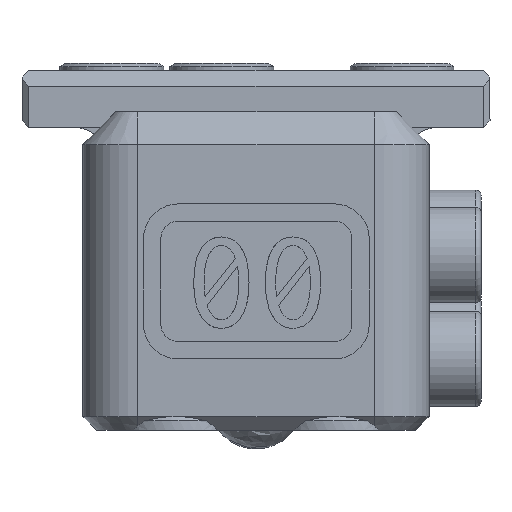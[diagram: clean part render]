
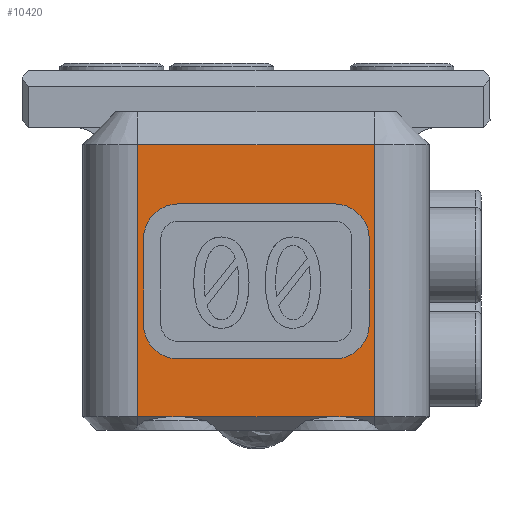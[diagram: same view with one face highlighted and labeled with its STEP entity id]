
A CAD part, front view. The second image highlights one B-rep face of the part: STEP entity #10420.
In plain terms, the highlighted face is planar.
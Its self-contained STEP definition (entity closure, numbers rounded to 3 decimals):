
#567=LINE('',#15545,#1517);
#570=LINE('',#15559,#1520);
#599=LINE('',#15676,#1549);
#600=LINE('',#15680,#1550);
#601=LINE('',#15684,#1551);
#602=LINE('',#15688,#1552);
#603=LINE('',#15689,#1553);
#604=LINE('',#15690,#1554);
#605=LINE('',#15692,#1555);
#606=LINE('',#15694,#1556);
#607=LINE('',#15696,#1557);
#608=LINE('',#15698,#1558);
#1517=VECTOR('',#12700,1000.);
#1520=VECTOR('',#12711,1000.);
#1549=VECTOR('',#12814,1000.);
#1550=VECTOR('',#12817,1000.);
#1551=VECTOR('',#12820,1000.);
#1552=VECTOR('',#12823,1000.);
#1553=VECTOR('',#12824,1000.);
#1554=VECTOR('',#12825,1000.);
#1555=VECTOR('',#12826,1000.);
#1556=VECTOR('',#12827,1000.);
#1557=VECTOR('',#12828,1000.);
#1558=VECTOR('',#12829,1000.);
#2520=PLANE('',#11298);
#3490=ORIENTED_EDGE('',*,*,#6205,.F.);
#3491=ORIENTED_EDGE('',*,*,#6206,.F.);
#3492=ORIENTED_EDGE('',*,*,#6207,.F.);
#3493=ORIENTED_EDGE('',*,*,#6208,.F.);
#3494=ORIENTED_EDGE('',*,*,#6209,.F.);
#3495=ORIENTED_EDGE('',*,*,#6210,.T.);
#3496=ORIENTED_EDGE('',*,*,#6211,.F.);
#3497=ORIENTED_EDGE('',*,*,#6212,.F.);
#3498=ORIENTED_EDGE('',*,*,#6147,.F.);
#3499=ORIENTED_EDGE('',*,*,#6213,.T.);
#3500=ORIENTED_EDGE('',*,*,#6141,.T.);
#3501=ORIENTED_EDGE('',*,*,#6214,.T.);
#3502=ORIENTED_EDGE('',*,*,#6215,.T.);
#3503=ORIENTED_EDGE('',*,*,#6216,.T.);
#3504=ORIENTED_EDGE('',*,*,#6217,.T.);
#3505=ORIENTED_EDGE('',*,*,#6218,.T.);
#6141=EDGE_CURVE('',#7546,#7547,#567,.T.);
#6147=EDGE_CURVE('',#7552,#7553,#570,.T.);
#6205=EDGE_CURVE('',#7602,#7603,#8423,.T.);
#6206=EDGE_CURVE('',#7604,#7602,#599,.T.);
#6207=EDGE_CURVE('',#7605,#7604,#8424,.T.);
#6208=EDGE_CURVE('',#7606,#7605,#600,.T.);
#6209=EDGE_CURVE('',#7607,#7606,#8425,.T.);
#6210=EDGE_CURVE('',#7607,#7608,#601,.T.);
#6211=EDGE_CURVE('',#7609,#7608,#8426,.T.);
#6212=EDGE_CURVE('',#7603,#7609,#602,.T.);
#6213=EDGE_CURVE('',#7552,#7546,#603,.T.);
#6214=EDGE_CURVE('',#7547,#7610,#604,.T.);
#6215=EDGE_CURVE('',#7610,#7611,#605,.T.);
#6216=EDGE_CURVE('',#7611,#7612,#606,.T.);
#6217=EDGE_CURVE('',#7612,#7613,#607,.T.);
#6218=EDGE_CURVE('',#7613,#7553,#608,.T.);
#7546=VERTEX_POINT('',#15546);
#7547=VERTEX_POINT('',#15547);
#7552=VERTEX_POINT('',#15558);
#7553=VERTEX_POINT('',#15560);
#7602=VERTEX_POINT('',#15674);
#7603=VERTEX_POINT('',#15675);
#7604=VERTEX_POINT('',#15677);
#7605=VERTEX_POINT('',#15679);
#7606=VERTEX_POINT('',#15681);
#7607=VERTEX_POINT('',#15683);
#7608=VERTEX_POINT('',#15685);
#7609=VERTEX_POINT('',#15687);
#7610=VERTEX_POINT('',#15691);
#7611=VERTEX_POINT('',#15693);
#7612=VERTEX_POINT('',#15695);
#7613=VERTEX_POINT('',#15697);
#8423=CIRCLE('',#11299,2.);
#8424=CIRCLE('',#11300,2.);
#8425=CIRCLE('',#11301,2.);
#8426=CIRCLE('',#11302,2.);
#8842=EDGE_LOOP('',(#3490,#3491,#3492,#3493,#3494,#3495,#3496,#3497));
#8843=EDGE_LOOP('',(#3498,#3499,#3500,#3501,#3502,#3503,#3504,#3505));
#9593=FACE_BOUND('',#8842,.T.);
#9594=FACE_BOUND('',#8843,.T.);
#10420=ADVANCED_FACE('',(#9593,#9594),#2520,.T.);
#11298=AXIS2_PLACEMENT_3D('',#15672,#12810,#12811);
#11299=AXIS2_PLACEMENT_3D('',#15673,#12812,#12813);
#11300=AXIS2_PLACEMENT_3D('',#15678,#12815,#12816);
#11301=AXIS2_PLACEMENT_3D('',#15682,#12818,#12819);
#11302=AXIS2_PLACEMENT_3D('',#15686,#12821,#12822);
#12700=DIRECTION('',(0.,0.,-1.));
#12711=DIRECTION('',(0.,0.,-1.));
#12810=DIRECTION('',(0.,1.,0.));
#12811=DIRECTION('',(0.,0.,1.));
#12812=DIRECTION('',(0.,1.,0.));
#12813=DIRECTION('',(-1.,0.,0.));
#12814=DIRECTION('',(1.,0.,0.));
#12815=DIRECTION('',(0.,1.,0.));
#12816=DIRECTION('',(-1.,0.,0.));
#12817=DIRECTION('',(0.,0.,1.));
#12818=DIRECTION('',(0.,1.,0.));
#12819=DIRECTION('',(-1.,0.,0.));
#12820=DIRECTION('',(1.,0.,0.));
#12821=DIRECTION('',(0.,1.,0.));
#12822=DIRECTION('',(-1.,0.,0.));
#12823=DIRECTION('',(0.,0.,-1.));
#12824=DIRECTION('',(1.,0.,0.));
#12825=DIRECTION('',(-1.,0.,0.));
#12826=DIRECTION('',(-1.,0.,0.));
#12827=DIRECTION('',(-1.,0.,0.));
#12828=DIRECTION('',(-1.,0.,0.));
#12829=DIRECTION('',(-1.,0.,0.));
#15545=CARTESIAN_POINT('',(231.715,8.13,15.4));
#15546=CARTESIAN_POINT('',(231.715,8.13,16.514));
#15547=CARTESIAN_POINT('',(231.715,8.13,0.8));
#15558=CARTESIAN_POINT('',(218.065,8.13,16.514));
#15559=CARTESIAN_POINT('',(218.065,8.13,15.4));
#15560=CARTESIAN_POINT('',(218.065,8.13,0.8));
#15672=CARTESIAN_POINT('',(224.89,8.13,15.4));
#15673=CARTESIAN_POINT('',(229.386,8.13,11.085));
#15674=CARTESIAN_POINT('',(229.386,8.13,13.085));
#15675=CARTESIAN_POINT('',(231.386,8.13,11.085));
#15676=CARTESIAN_POINT('',(224.869,8.13,13.085));
#15677=CARTESIAN_POINT('',(220.352,8.13,13.085));
#15678=CARTESIAN_POINT('',(220.352,8.13,11.085));
#15679=CARTESIAN_POINT('',(218.352,8.13,11.085));
#15680=CARTESIAN_POINT('',(218.352,8.13,16.3));
#15681=CARTESIAN_POINT('',(218.352,8.13,6.129));
#15682=CARTESIAN_POINT('',(220.352,8.13,6.129));
#15683=CARTESIAN_POINT('',(220.352,8.13,4.129));
#15684=CARTESIAN_POINT('',(224.89,8.13,4.129));
#15685=CARTESIAN_POINT('',(229.386,8.13,4.129));
#15686=CARTESIAN_POINT('',(229.386,8.13,6.129));
#15687=CARTESIAN_POINT('',(231.386,8.13,6.129));
#15688=CARTESIAN_POINT('',(231.386,8.13,8.607));
#15689=CARTESIAN_POINT('',(224.89,8.13,16.514));
#15690=CARTESIAN_POINT('',(231.715,8.13,0.8));
#15691=CARTESIAN_POINT('',(229.747,8.13,0.8));
#15692=CARTESIAN_POINT('',(231.715,8.13,0.8));
#15693=CARTESIAN_POINT('',(229.343,8.13,0.8));
#15694=CARTESIAN_POINT('',(231.715,8.13,0.8));
#15695=CARTESIAN_POINT('',(220.437,8.13,0.8));
#15696=CARTESIAN_POINT('',(231.715,8.13,0.8));
#15697=CARTESIAN_POINT('',(220.033,8.13,0.8));
#15698=CARTESIAN_POINT('',(231.715,8.13,0.8));
